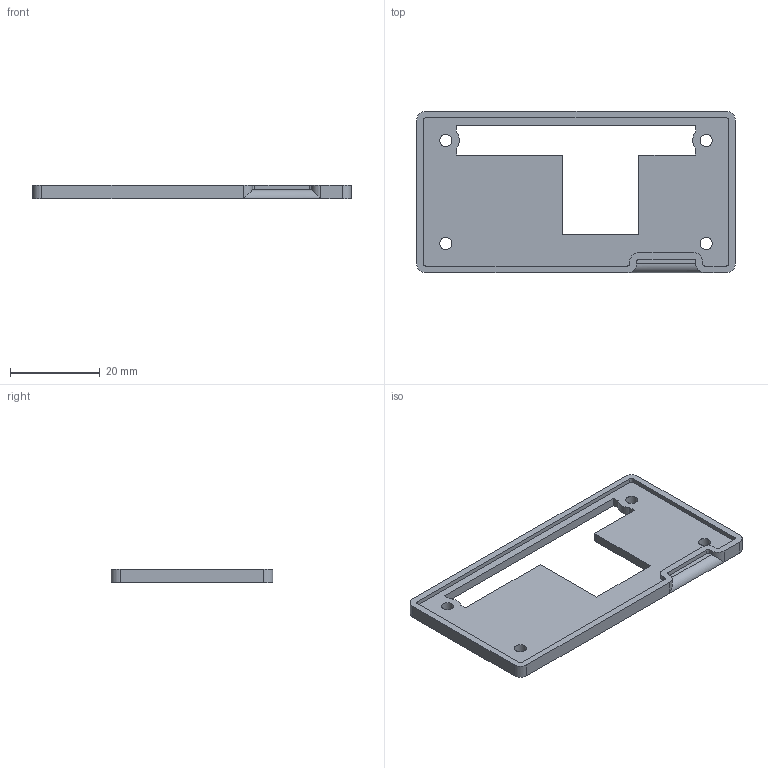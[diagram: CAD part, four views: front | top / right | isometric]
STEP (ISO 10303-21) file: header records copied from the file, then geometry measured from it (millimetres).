
FILE_DESCRIPTION(/* description */ (''),/* implementation_level */ '2;1');
FILE_NAME(/* name */ 'dragon_beard_boot_d1_v2.step',/* time_stamp */ '2023-01-28T13:14:27-08:00',/* author */ (''),/* organization */ (''),/* preprocessor_version */ 'ST-DEVELOPER v19.2',/* originating_system */ 'Autodesk Translation Framework v11.17.0.187',/* authorisation */ '');
FILE_SCHEMA (('AUTOMOTIVE_DESIGN { 1 0 10303 214 3 1 1 }'));
Length unit declared in the file: millimetre
Products named in the file (1): dragon_beard_boot_d1
Bounding box: 71 x 36 x 3 mm (x, y, z)
Volume: 4068.9 mm3; surface area: 4975 mm2
Topology: 1 solids, 1 shells, 54 faces, 149 edges, 98 vertices
Faces by surface type: plane 31, cylinder 23
Full cylindrical faces by diameter (mm): 2.7 x4
Entity records: 1785 total; most frequent: DIRECTION 303, CARTESIAN_POINT 302, ORIENTED_EDGE 298, EDGE_CURVE 149, LINE 105, VECTOR 105, AXIS2_PLACEMENT_3D 99, VERTEX_POINT 98
